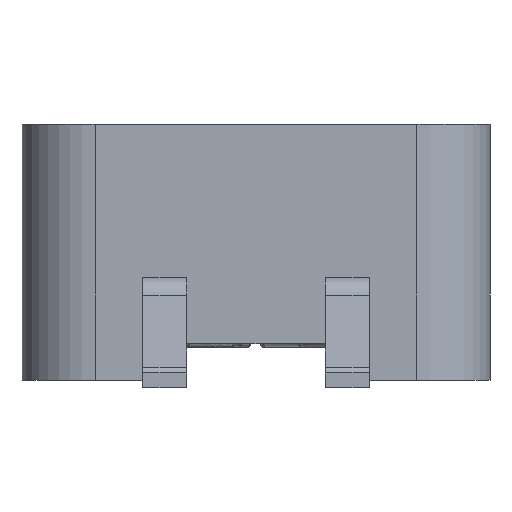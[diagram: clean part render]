
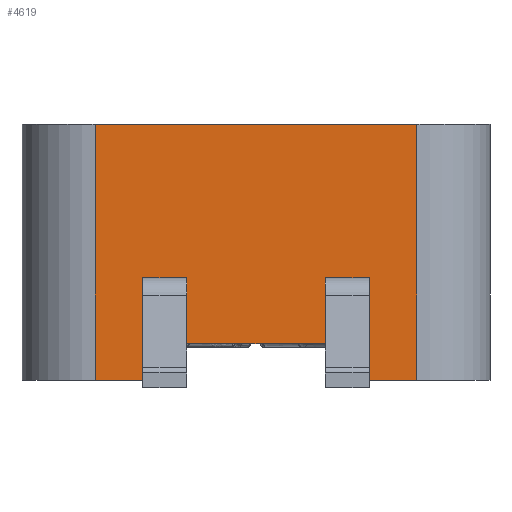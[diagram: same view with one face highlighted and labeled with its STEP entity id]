
A CAD part, left-side view. The second image highlights one B-rep face of the part: STEP entity #4619.
In plain terms, the highlighted planar face has unit normal (-1, 0, 0).
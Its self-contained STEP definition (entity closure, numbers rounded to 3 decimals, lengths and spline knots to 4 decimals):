
#57=LINE('',#32002,#350);
#58=LINE('',#32263,#351);
#68=LINE('',#32288,#361);
#69=LINE('',#32291,#362);
#70=LINE('',#32293,#363);
#71=LINE('',#32295,#364);
#72=LINE('',#32296,#365);
#73=LINE('',#32299,#366);
#74=LINE('',#32301,#367);
#75=LINE('',#32303,#368);
#76=LINE('',#32304,#369);
#77=LINE('',#32307,#370);
#78=LINE('',#32309,#371);
#79=LINE('',#32311,#372);
#80=LINE('',#32312,#373);
#81=LINE('',#32313,#374);
#350=VECTOR('',#6629,1000.);
#351=VECTOR('',#6636,1000.);
#361=VECTOR('',#6652,1000.);
#362=VECTOR('',#6653,1000.);
#363=VECTOR('',#6654,1000.);
#364=VECTOR('',#6655,1000.);
#365=VECTOR('',#6656,1000.);
#366=VECTOR('',#6657,1000.);
#367=VECTOR('',#6658,1000.);
#368=VECTOR('',#6659,1000.);
#369=VECTOR('',#6660,1000.);
#370=VECTOR('',#6661,1000.);
#371=VECTOR('',#6662,1000.);
#372=VECTOR('',#6663,1000.);
#373=VECTOR('',#6664,1000.);
#374=VECTOR('',#6665,1000.);
#721=PLANE('',#6090);
#1257=ORIENTED_EDGE('',*,*,#2255,.T.);
#1258=ORIENTED_EDGE('',*,*,#2256,.T.);
#1259=ORIENTED_EDGE('',*,*,#2257,.T.);
#1260=ORIENTED_EDGE('',*,*,#2258,.T.);
#1261=ORIENTED_EDGE('',*,*,#2259,.T.);
#1262=ORIENTED_EDGE('',*,*,#2260,.T.);
#1263=ORIENTED_EDGE('',*,*,#2261,.T.);
#1264=ORIENTED_EDGE('',*,*,#2262,.T.);
#1265=ORIENTED_EDGE('',*,*,#2263,.T.);
#1266=ORIENTED_EDGE('',*,*,#2264,.T.);
#1267=ORIENTED_EDGE('',*,*,#2265,.T.);
#1268=ORIENTED_EDGE('',*,*,#2266,.F.);
#1269=ORIENTED_EDGE('',*,*,#2243,.T.);
#1270=ORIENTED_EDGE('',*,*,#2267,.T.);
#1271=ORIENTED_EDGE('',*,*,#2178,.F.);
#1272=ORIENTED_EDGE('',*,*,#2268,.T.);
#2178=EDGE_CURVE('',#2758,#2759,#57,.T.);
#2243=EDGE_CURVE('',#2823,#2824,#58,.T.);
#2255=EDGE_CURVE('',#2835,#2836,#68,.F.);
#2256=EDGE_CURVE('',#2836,#2837,#69,.F.);
#2257=EDGE_CURVE('',#2837,#2838,#70,.F.);
#2258=EDGE_CURVE('',#2838,#2835,#71,.F.);
#2259=EDGE_CURVE('',#2839,#2840,#72,.F.);
#2260=EDGE_CURVE('',#2840,#2841,#73,.F.);
#2261=EDGE_CURVE('',#2841,#2842,#74,.F.);
#2262=EDGE_CURVE('',#2842,#2839,#75,.F.);
#2263=EDGE_CURVE('',#2843,#2844,#76,.T.);
#2264=EDGE_CURVE('',#2844,#2845,#77,.T.);
#2265=EDGE_CURVE('',#2845,#2846,#78,.T.);
#2266=EDGE_CURVE('',#2823,#2846,#79,.T.);
#2267=EDGE_CURVE('',#2824,#2759,#80,.T.);
#2268=EDGE_CURVE('',#2758,#2843,#81,.F.);
#2758=VERTEX_POINT('',#32001);
#2759=VERTEX_POINT('',#32003);
#2823=VERTEX_POINT('',#32264);
#2824=VERTEX_POINT('',#32265);
#2835=VERTEX_POINT('',#32289);
#2836=VERTEX_POINT('',#32290);
#2837=VERTEX_POINT('',#32292);
#2838=VERTEX_POINT('',#32294);
#2839=VERTEX_POINT('',#32297);
#2840=VERTEX_POINT('',#32298);
#2841=VERTEX_POINT('',#32300);
#2842=VERTEX_POINT('',#32302);
#2843=VERTEX_POINT('',#32305);
#2844=VERTEX_POINT('',#32306);
#2845=VERTEX_POINT('',#32308);
#2846=VERTEX_POINT('',#32310);
#3585=EDGE_LOOP('',(#1257,#1258,#1259,#1260));
#3586=EDGE_LOOP('',(#1261,#1262,#1263,#1264));
#3587=EDGE_LOOP('',(#1265,#1266,#1267,#1268,#1269,#1270,#1271,#1272));
#4107=FACE_BOUND('',#3585,.T.);
#4108=FACE_BOUND('',#3586,.T.);
#4109=FACE_BOUND('',#3587,.T.);
#4619=ADVANCED_FACE('',(#4107,#4108,#4109),#721,.T.);
#6090=AXIS2_PLACEMENT_3D('',#32287,#6650,#6651);
#6629=DIRECTION('',(0.,-1.,0.));
#6636=DIRECTION('',(0.,-1.,0.));
#6650=DIRECTION('',(-1.,0.,0.));
#6651=DIRECTION('',(0.,0.,1.));
#6652=DIRECTION('',(0.,0.,-1.));
#6653=DIRECTION('',(0.,1.,0.));
#6654=DIRECTION('',(0.,0.,1.));
#6655=DIRECTION('',(0.,-1.,0.));
#6656=DIRECTION('',(0.,0.,1.));
#6657=DIRECTION('',(0.,-1.,0.));
#6658=DIRECTION('',(0.,0.,-1.));
#6659=DIRECTION('',(0.,1.,0.));
#6660=DIRECTION('',(0.,-1.,0.));
#6661=DIRECTION('',(0.,0.,1.));
#6662=DIRECTION('',(0.,-1.,0.));
#6663=DIRECTION('',(0.,0.,1.));
#6664=DIRECTION('',(0.,0.,1.));
#6665=DIRECTION('',(0.,0.,1.));
#32001=CARTESIAN_POINT('',(-3.55,2.2,0.));
#32002=CARTESIAN_POINT('',(-3.55,3.35,0.));
#32003=CARTESIAN_POINT('',(-3.55,-2.2,0.));
#32263=CARTESIAN_POINT('',(-3.55,3.35,-3.5));
#32264=CARTESIAN_POINT('',(-3.55,-0.95,-3.5));
#32265=CARTESIAN_POINT('',(-3.55,-2.2,-3.5));
#32287=CARTESIAN_POINT('',(-3.55,3.35,-4.));
#32288=CARTESIAN_POINT('',(-3.55,-0.95,-2.6));
#32289=CARTESIAN_POINT('',(-3.55,-0.95,-2.3));
#32290=CARTESIAN_POINT('',(-3.55,-0.95,-2.1));
#32291=CARTESIAN_POINT('',(-3.55,-1.55,-2.1));
#32292=CARTESIAN_POINT('',(-3.55,-1.55,-2.1));
#32293=CARTESIAN_POINT('',(-3.55,-1.55,-2.8));
#32294=CARTESIAN_POINT('',(-3.55,-1.55,-2.3));
#32295=CARTESIAN_POINT('',(-3.55,-0.95,-2.3));
#32296=CARTESIAN_POINT('',(-3.55,0.95,-2.8));
#32297=CARTESIAN_POINT('',(-3.55,0.95,-2.1));
#32298=CARTESIAN_POINT('',(-3.55,0.95,-2.3));
#32299=CARTESIAN_POINT('',(-3.55,1.55,-2.3));
#32300=CARTESIAN_POINT('',(-3.55,1.55,-2.3));
#32301=CARTESIAN_POINT('',(-3.55,1.55,-2.6));
#32302=CARTESIAN_POINT('',(-3.55,1.55,-2.1));
#32303=CARTESIAN_POINT('',(-3.55,0.95,-2.1));
#32304=CARTESIAN_POINT('',(-3.55,3.35,-3.5));
#32305=CARTESIAN_POINT('',(-3.55,2.2,-3.5));
#32306=CARTESIAN_POINT('',(-3.55,0.95,-3.5));
#32307=CARTESIAN_POINT('',(-3.55,0.95,-4.5));
#32308=CARTESIAN_POINT('',(-3.55,0.95,-3.));
#32309=CARTESIAN_POINT('',(-3.55,0.95,-3.));
#32310=CARTESIAN_POINT('',(-3.55,-0.95,-3.));
#32311=CARTESIAN_POINT('',(-3.55,-0.95,-4.5));
#32312=CARTESIAN_POINT('',(-3.55,-2.2,-4.));
#32313=CARTESIAN_POINT('',(-3.55,2.2,-4.));
